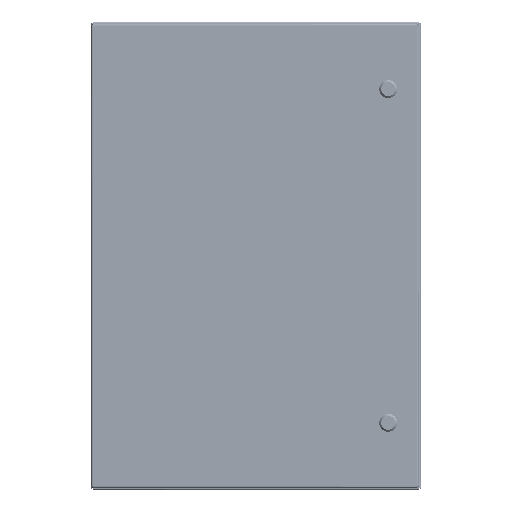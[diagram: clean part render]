
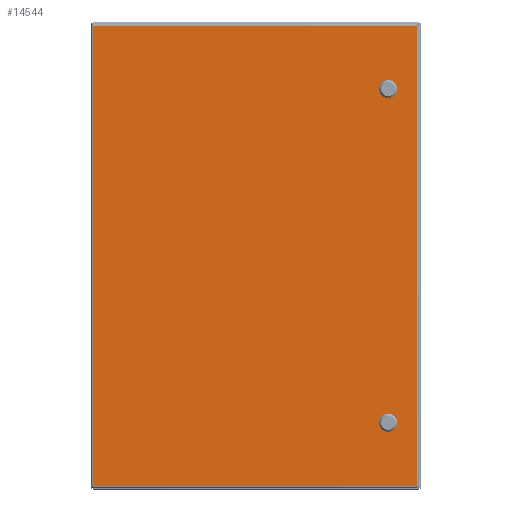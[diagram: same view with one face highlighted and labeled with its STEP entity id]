
A CAD part, top view. The second image highlights one B-rep face of the part: STEP entity #14544.
In plain terms, the highlighted planar face has unit normal (0, 0, 1).
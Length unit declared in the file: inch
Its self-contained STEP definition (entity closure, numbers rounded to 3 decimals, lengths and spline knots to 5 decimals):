
#844=PLANE('',#15737);
#1574=LINE('',#28619,#2687);
#1578=LINE('',#28631,#2691);
#1582=LINE('',#28643,#2695);
#1586=LINE('',#28653,#2699);
#1622=LINE('',#28735,#2735);
#1628=LINE('',#28817,#2741);
#1643=LINE('',#28917,#2756);
#1658=LINE('',#29016,#2771);
#1671=LINE('',#29107,#2784);
#1672=LINE('',#29111,#2785);
#1673=LINE('',#29115,#2786);
#1674=LINE('',#29118,#2787);
#2687=VECTOR('',#18402,0.42712);
#2691=VECTOR('',#18414,0.42712);
#2695=VECTOR('',#18426,0.42712);
#2699=VECTOR('',#18438,0.42712);
#2735=VECTOR('',#18500,28.2895);
#2741=VECTOR('',#18512,19.9145);
#2756=VECTOR('',#18541,19.9145);
#2771=VECTOR('',#18570,28.2895);
#2784=VECTOR('',#18599,0.42712);
#2785=VECTOR('',#18602,0.42712);
#2786=VECTOR('',#18605,0.42712);
#2787=VECTOR('',#18608,0.42712);
#3520=FACE_BOUND('',#5185,.T.);
#3521=FACE_BOUND('',#5186,.T.);
#4100=FACE_OUTER_BOUND('',#5184,.T.);
#5184=EDGE_LOOP('',(#11562,#11563,#11564,#11565));
#5185=EDGE_LOOP('',(#11566,#11567,#11568,#11569,#11570,#11571,#11572,#11573));
#5186=EDGE_LOOP('',(#11574,#11575,#11576,#11577,#11578,#11579,#11580,#11581));
#5927=CIRCLE('',#15687,0.453);
#5929=CIRCLE('',#15691,0.453);
#5931=CIRCLE('',#15695,0.453);
#5933=CIRCLE('',#15699,0.453);
#5934=CIRCLE('',#15738,0.453);
#5935=CIRCLE('',#15739,0.453);
#5936=CIRCLE('',#15740,0.453);
#5937=CIRCLE('',#15741,0.453);
#6828=VERTEX_POINT('',#28610);
#6829=VERTEX_POINT('',#28612);
#6831=VERTEX_POINT('',#28618);
#6833=VERTEX_POINT('',#28624);
#6835=VERTEX_POINT('',#28630);
#6837=VERTEX_POINT('',#28636);
#6839=VERTEX_POINT('',#28642);
#6841=VERTEX_POINT('',#28648);
#6866=VERTEX_POINT('',#28726);
#6867=VERTEX_POINT('',#28734);
#6872=VERTEX_POINT('',#28809);
#6882=VERTEX_POINT('',#28916);
#6898=VERTEX_POINT('',#29103);
#6899=VERTEX_POINT('',#29104);
#6900=VERTEX_POINT('',#29106);
#6901=VERTEX_POINT('',#29108);
#6902=VERTEX_POINT('',#29110);
#6903=VERTEX_POINT('',#29112);
#6904=VERTEX_POINT('',#29114);
#6905=VERTEX_POINT('',#29116);
#8434=EDGE_CURVE('',#6829,#6828,#5927,.T.);
#8437=EDGE_CURVE('',#6831,#6829,#1574,.T.);
#8440=EDGE_CURVE('',#6833,#6831,#5929,.T.);
#8443=EDGE_CURVE('',#6835,#6833,#1578,.T.);
#8446=EDGE_CURVE('',#6837,#6835,#5931,.T.);
#8449=EDGE_CURVE('',#6839,#6837,#1582,.T.);
#8452=EDGE_CURVE('',#6841,#6839,#5933,.T.);
#8455=EDGE_CURVE('',#6828,#6841,#1586,.T.);
#8492=EDGE_CURVE('',#6867,#6866,#1622,.T.);
#8502=EDGE_CURVE('',#6866,#6872,#1628,.T.);
#8521=EDGE_CURVE('',#6882,#6867,#1643,.T.);
#8540=EDGE_CURVE('',#6872,#6882,#1658,.T.);
#8556=EDGE_CURVE('',#6898,#6899,#5934,.T.);
#8557=EDGE_CURVE('',#6899,#6900,#1671,.T.);
#8558=EDGE_CURVE('',#6900,#6901,#5935,.T.);
#8559=EDGE_CURVE('',#6901,#6902,#1672,.T.);
#8560=EDGE_CURVE('',#6902,#6903,#5936,.T.);
#8561=EDGE_CURVE('',#6903,#6904,#1673,.T.);
#8562=EDGE_CURVE('',#6904,#6905,#5937,.T.);
#8563=EDGE_CURVE('',#6905,#6898,#1674,.T.);
#11562=ORIENTED_EDGE('',*,*,#8492,.T.);
#11563=ORIENTED_EDGE('',*,*,#8502,.T.);
#11564=ORIENTED_EDGE('',*,*,#8540,.T.);
#11565=ORIENTED_EDGE('',*,*,#8521,.T.);
#11566=ORIENTED_EDGE('',*,*,#8434,.T.);
#11567=ORIENTED_EDGE('',*,*,#8455,.T.);
#11568=ORIENTED_EDGE('',*,*,#8452,.T.);
#11569=ORIENTED_EDGE('',*,*,#8449,.T.);
#11570=ORIENTED_EDGE('',*,*,#8446,.T.);
#11571=ORIENTED_EDGE('',*,*,#8443,.T.);
#11572=ORIENTED_EDGE('',*,*,#8440,.T.);
#11573=ORIENTED_EDGE('',*,*,#8437,.T.);
#11574=ORIENTED_EDGE('',*,*,#8556,.T.);
#11575=ORIENTED_EDGE('',*,*,#8557,.T.);
#11576=ORIENTED_EDGE('',*,*,#8558,.T.);
#11577=ORIENTED_EDGE('',*,*,#8559,.T.);
#11578=ORIENTED_EDGE('',*,*,#8560,.T.);
#11579=ORIENTED_EDGE('',*,*,#8561,.T.);
#11580=ORIENTED_EDGE('',*,*,#8562,.T.);
#11581=ORIENTED_EDGE('',*,*,#8563,.T.);
#14544=ADVANCED_FACE('',(#4100,#3520,#3521),#844,.T.);
#15687=AXIS2_PLACEMENT_3D('',#28613,#18396,#18397);
#15691=AXIS2_PLACEMENT_3D('',#28625,#18408,#18409);
#15695=AXIS2_PLACEMENT_3D('',#28637,#18420,#18421);
#15699=AXIS2_PLACEMENT_3D('',#28649,#18432,#18433);
#15737=AXIS2_PLACEMENT_3D('',#29102,#18595,#18596);
#15738=AXIS2_PLACEMENT_3D('',#29105,#18597,#18598);
#15739=AXIS2_PLACEMENT_3D('',#29109,#18600,#18601);
#15740=AXIS2_PLACEMENT_3D('',#29113,#18603,#18604);
#15741=AXIS2_PLACEMENT_3D('',#29117,#18606,#18607);
#18396=DIRECTION('center_axis',(0.,0.,-1.));
#18397=DIRECTION('ref_axis',(0.882,0.471,0.));
#18402=DIRECTION('',(1.,0.,0.));
#18408=DIRECTION('center_axis',(0.,0.,-1.));
#18409=DIRECTION('ref_axis',(-0.471,0.882,0.));
#18414=DIRECTION('',(0.,1.,0.));
#18420=DIRECTION('center_axis',(0.,0.,-1.));
#18421=DIRECTION('ref_axis',(-0.882,-0.471,0.));
#18426=DIRECTION('',(-1.,0.,0.));
#18432=DIRECTION('center_axis',(0.,0.,-1.));
#18433=DIRECTION('ref_axis',(0.471,-0.882,0.));
#18438=DIRECTION('',(0.,-1.,0.));
#18500=DIRECTION('',(0.,-1.,0.));
#18512=DIRECTION('',(1.,0.,0.));
#18541=DIRECTION('',(-1.,0.,0.));
#18570=DIRECTION('',(0.,1.,0.));
#18595=DIRECTION('center_axis',(0.,0.,1.));
#18596=DIRECTION('ref_axis',(1.,0.,0.));
#18597=DIRECTION('center_axis',(0.,0.,-1.));
#18598=DIRECTION('ref_axis',(0.882,0.471,0.));
#18599=DIRECTION('',(0.,-1.,0.));
#18600=DIRECTION('center_axis',(0.,0.,-1.));
#18601=DIRECTION('ref_axis',(0.471,-0.882,0.));
#18602=DIRECTION('',(-1.,0.,0.));
#18603=DIRECTION('center_axis',(0.,0.,-1.));
#18604=DIRECTION('ref_axis',(-0.882,-0.471,0.));
#18605=DIRECTION('',(0.,1.,0.));
#18606=DIRECTION('center_axis',(0.,0.,-1.));
#18607=DIRECTION('ref_axis',(-0.471,0.882,0.));
#18608=DIRECTION('',(1.,0.,0.));
#28610=CARTESIAN_POINT('',(18.64948,-3.78644,0.074));
#28612=CARTESIAN_POINT('',(18.4636,-3.6005,0.074));
#28613=CARTESIAN_POINT('Origin',(18.24995,-3.99995,0.074));
#28618=CARTESIAN_POINT('',(18.03648,-3.6005,0.074));
#28619=CARTESIAN_POINT('',(14.26305,-3.6005,0.074));
#28624=CARTESIAN_POINT('',(17.85048,-3.78644,0.074));
#28625=CARTESIAN_POINT('Origin',(18.24995,-4.00005,0.074));
#28630=CARTESIAN_POINT('',(17.85048,-4.21356,0.074));
#28631=CARTESIAN_POINT('',(17.85048,-9.01822,0.074));
#28636=CARTESIAN_POINT('',(18.03641,-4.3995,0.074));
#28637=CARTESIAN_POINT('Origin',(18.24998,-4.,0.074));
#28642=CARTESIAN_POINT('',(18.46354,-4.3995,0.074));
#28643=CARTESIAN_POINT('',(14.04946,-4.3995,0.074));
#28648=CARTESIAN_POINT('',(18.64948,-4.21356,0.074));
#28649=CARTESIAN_POINT('Origin',(18.24998,-4.,0.074));
#28653=CARTESIAN_POINT('',(18.64948,-9.23178,0.074));
#28726=CARTESIAN_POINT('',(0.10525,-28.39475,0.074));
#28734=CARTESIAN_POINT('',(0.10525,-0.10525,0.074));
#28735=CARTESIAN_POINT('',(0.10525,-7.17763,0.074));
#28809=CARTESIAN_POINT('',(20.01975,-28.39475,0.074));
#28817=CARTESIAN_POINT('',(5.08388,-28.39475,0.074));
#28916=CARTESIAN_POINT('',(20.01975,-0.10525,0.074));
#28917=CARTESIAN_POINT('',(15.04113,-0.10525,0.074));
#29016=CARTESIAN_POINT('',(20.01975,-21.32238,0.074));
#29102=CARTESIAN_POINT('Origin',(10.0625,-14.25,0.074));
#29103=CARTESIAN_POINT('',(18.46362,-24.1005,0.074));
#29104=CARTESIAN_POINT('',(18.6495,-24.28644,0.074));
#29105=CARTESIAN_POINT('Origin',(18.24998,-24.49995,0.074));
#29106=CARTESIAN_POINT('',(18.6495,-24.71356,0.074));
#29107=CARTESIAN_POINT('',(18.6495,-19.48178,0.074));
#29108=CARTESIAN_POINT('',(18.46356,-24.8995,0.074));
#29109=CARTESIAN_POINT('Origin',(18.25,-24.5,0.074));
#29110=CARTESIAN_POINT('',(18.03644,-24.8995,0.074));
#29111=CARTESIAN_POINT('',(14.04947,-24.8995,0.074));
#29112=CARTESIAN_POINT('',(17.8505,-24.71356,0.074));
#29113=CARTESIAN_POINT('Origin',(18.25,-24.5,0.074));
#29114=CARTESIAN_POINT('',(17.8505,-24.28644,0.074));
#29115=CARTESIAN_POINT('',(17.8505,-19.26822,0.074));
#29116=CARTESIAN_POINT('',(18.0365,-24.1005,0.074));
#29117=CARTESIAN_POINT('Origin',(18.24998,-24.50005,0.074));
#29118=CARTESIAN_POINT('',(14.26306,-24.1005,0.074));
